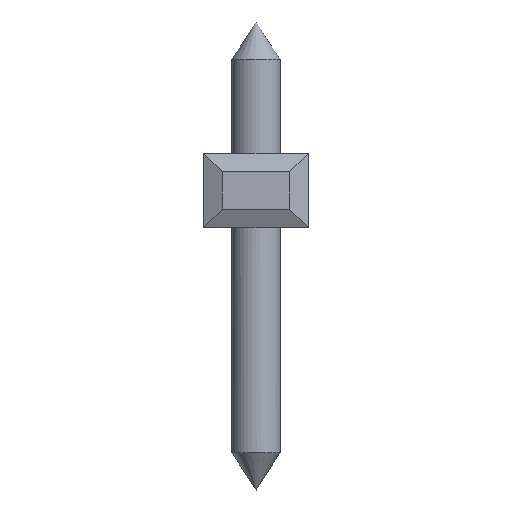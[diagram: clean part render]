
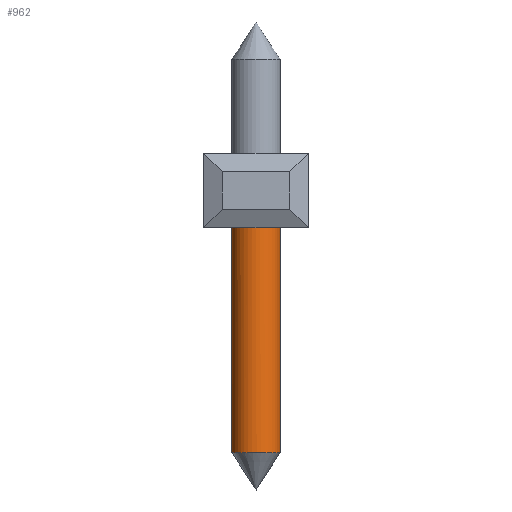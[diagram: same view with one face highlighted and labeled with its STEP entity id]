
A CAD part, left-side view. The second image highlights one B-rep face of the part: STEP entity #962.
In plain terms, the highlighted cylindrical face has radius 0.65 mm (diameter 1.3 mm), a full revolution.
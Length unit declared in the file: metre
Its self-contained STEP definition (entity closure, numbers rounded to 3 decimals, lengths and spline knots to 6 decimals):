
#962=ADVANCED_FACE('',(#2417,#2418),#2419,.T.);
#2417=FACE_OUTER_BOUND('',#4302,.T.);
#2418=FACE_OUTER_BOUND('',#4303,.T.);
#2419=CYLINDRICAL_SURFACE('',#4304,0.00065);
#4302=EDGE_LOOP('',(#6866));
#4303=EDGE_LOOP('',(#6867));
#4304=AXIS2_PLACEMENT_3D('',#6868,#6869,#6870);
#6866=ORIENTED_EDGE('',*,*,#10652,.F.);
#6867=ORIENTED_EDGE('',*,*,#10936,.F.);
#6868=CARTESIAN_POINT('',(-0.00435,-0.03326,0.0025));
#6869=DIRECTION('',(0.0,0.,-1.0));
#6870=DIRECTION('',(-1.0,0.0,0.0));
#10652=EDGE_CURVE('',#12645,#12645,#12646,.T.);
#10936=EDGE_CURVE('',#12990,#12990,#12991,.T.);
#12645=VERTEX_POINT('',#15413);
#12646=CIRCLE('',#15414,0.00065);
#12990=VERTEX_POINT('',#15806);
#12991=CIRCLE('',#15807,0.00065);
#15413=CARTESIAN_POINT('',(-0.00435,-0.03391,-0.0018));
#15414=AXIS2_PLACEMENT_3D('',#18842,#18843,#18844);
#15806=CARTESIAN_POINT('',(-0.00396,-0.03274,-0.008));
#15807=AXIS2_PLACEMENT_3D('',#19136,#19137,#19138);
#18842=CARTESIAN_POINT('',(-0.00435,-0.03326,-0.0018));
#18843=DIRECTION('',(0.0,0.,1.0));
#18844=DIRECTION('',(0.0,-1.0,0.));
#19136=CARTESIAN_POINT('',(-0.00435,-0.03326,-0.008));
#19137=DIRECTION('',(0.,0.,-1.0));
#19138=DIRECTION('',(0.6,0.8,0.));
